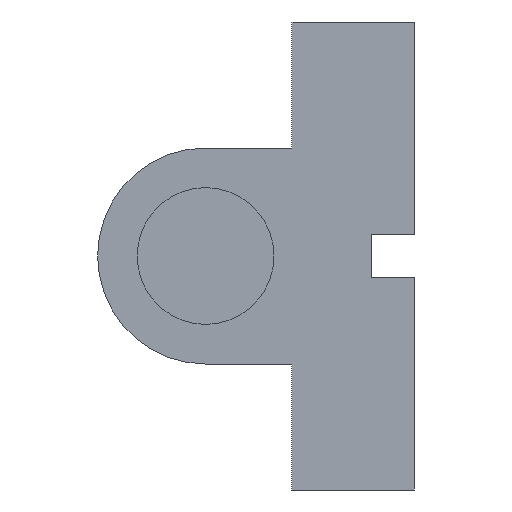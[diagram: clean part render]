
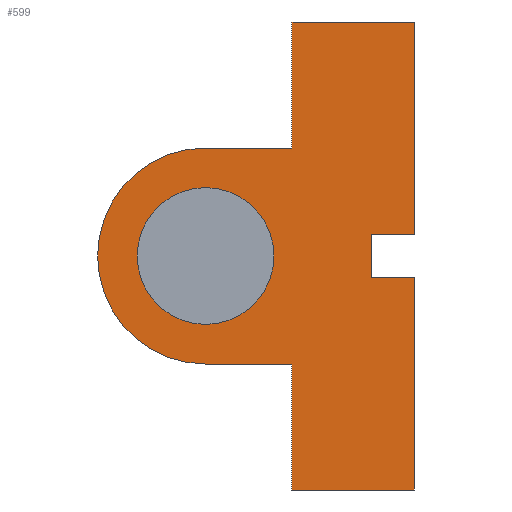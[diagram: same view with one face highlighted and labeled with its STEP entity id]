
A CAD part, left-side view. The second image highlights one B-rep face of the part: STEP entity #599.
In plain terms, the highlighted planar face has unit normal (-1, 0, 0).
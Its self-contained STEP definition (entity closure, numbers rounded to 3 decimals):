
#21=FACE_BOUND('',#99,.T.);
#36=PLANE('',#648);
#65=FACE_OUTER_BOUND('',#98,.T.);
#98=EDGE_LOOP('',(#489,#490,#491,#492,#493,#494,#495,#496,#497,#498,#499,
#500));
#99=EDGE_LOOP('',(#501));
#122=CIRCLE('',#649,15.);
#123=CIRCLE('',#650,9.5);
#129=LINE('',#890,#202);
#134=LINE('',#900,#207);
#139=LINE('',#910,#212);
#155=LINE('',#944,#228);
#157=LINE('',#949,#230);
#164=LINE('',#1028,#237);
#167=LINE('',#1032,#240);
#168=LINE('',#1035,#241);
#169=LINE('',#1037,#242);
#170=LINE('',#1039,#243);
#171=LINE('',#1041,#244);
#202=VECTOR('',#676,10.);
#207=VECTOR('',#683,10.);
#212=VECTOR('',#692,10.);
#228=VECTOR('',#720,10.);
#230=VECTOR('',#726,10.);
#237=VECTOR('',#745,10.);
#240=VECTOR('',#750,10.);
#241=VECTOR('',#753,10.);
#242=VECTOR('',#754,10.);
#243=VECTOR('',#755,10.);
#244=VECTOR('',#756,10.);
#279=VERTEX_POINT('',#887);
#280=VERTEX_POINT('',#889);
#281=VERTEX_POINT('',#893);
#284=VERTEX_POINT('',#898);
#287=VERTEX_POINT('',#908);
#299=VERTEX_POINT('',#943);
#307=VERTEX_POINT('',#1025);
#308=VERTEX_POINT('',#1027);
#309=VERTEX_POINT('',#1034);
#310=VERTEX_POINT('',#1036);
#311=VERTEX_POINT('',#1038);
#312=VERTEX_POINT('',#1040);
#313=VERTEX_POINT('',#1043);
#335=EDGE_CURVE('',#279,#280,#129,.T.);
#340=EDGE_CURVE('',#281,#284,#134,.T.);
#345=EDGE_CURVE('',#287,#284,#139,.T.);
#362=EDGE_CURVE('',#299,#281,#155,.T.);
#365=EDGE_CURVE('',#287,#280,#157,.T.);
#376=EDGE_CURVE('',#308,#307,#164,.T.);
#379=EDGE_CURVE('',#279,#308,#167,.T.);
#380=EDGE_CURVE('',#309,#307,#168,.T.);
#381=EDGE_CURVE('',#309,#310,#169,.T.);
#382=EDGE_CURVE('',#311,#310,#170,.T.);
#383=EDGE_CURVE('',#312,#311,#171,.T.);
#384=EDGE_CURVE('',#299,#312,#122,.T.);
#385=EDGE_CURVE('',#313,#313,#123,.T.);
#489=ORIENTED_EDGE('',*,*,#379,.T.);
#490=ORIENTED_EDGE('',*,*,#376,.T.);
#491=ORIENTED_EDGE('',*,*,#380,.F.);
#492=ORIENTED_EDGE('',*,*,#381,.T.);
#493=ORIENTED_EDGE('',*,*,#382,.F.);
#494=ORIENTED_EDGE('',*,*,#383,.F.);
#495=ORIENTED_EDGE('',*,*,#384,.F.);
#496=ORIENTED_EDGE('',*,*,#362,.T.);
#497=ORIENTED_EDGE('',*,*,#340,.T.);
#498=ORIENTED_EDGE('',*,*,#345,.F.);
#499=ORIENTED_EDGE('',*,*,#365,.T.);
#500=ORIENTED_EDGE('',*,*,#335,.F.);
#501=ORIENTED_EDGE('',*,*,#385,.T.);
#599=ADVANCED_FACE('',(#65,#21),#36,.F.);
#648=AXIS2_PLACEMENT_3D('',#1033,#751,#752);
#649=AXIS2_PLACEMENT_3D('',#1042,#757,#758);
#650=AXIS2_PLACEMENT_3D('',#1044,#759,#760);
#676=DIRECTION('',(0.,-1.,0.));
#683=DIRECTION('',(0.,0.,-1.));
#692=DIRECTION('',(0.,1.,0.));
#720=DIRECTION('',(0.,-1.,0.));
#726=DIRECTION('',(0.,0.,1.));
#745=DIRECTION('',(0.,-1.,0.));
#750=DIRECTION('',(0.,0.,1.));
#751=DIRECTION('center_axis',(1.,0.,0.));
#752=DIRECTION('ref_axis',(0.,0.,-1.));
#753=DIRECTION('',(0.,0.,-1.));
#754=DIRECTION('',(0.,1.,0.));
#755=DIRECTION('',(0.,0.,1.));
#756=DIRECTION('',(0.,-1.,0.));
#757=DIRECTION('center_axis',(1.,0.,0.));
#758=DIRECTION('ref_axis',(0.,1.,0.));
#759=DIRECTION('center_axis',(1.,0.,0.));
#760=DIRECTION('ref_axis',(0.,1.,0.));
#887=CARTESIAN_POINT('',(0.,6.,-3.));
#889=CARTESIAN_POINT('',(0.,0.,-3.));
#890=CARTESIAN_POINT('',(0.,14.,-3.));
#893=CARTESIAN_POINT('',(0.,17.,-15.));
#898=CARTESIAN_POINT('',(0.,17.,-32.5));
#900=CARTESIAN_POINT('',(0.,17.,-32.5));
#908=CARTESIAN_POINT('',(0.,0.,-32.5));
#910=CARTESIAN_POINT('',(0.,0.,-32.5));
#943=CARTESIAN_POINT('',(0.,29.,-15.));
#944=CARTESIAN_POINT('',(0.,29.,-15.));
#949=CARTESIAN_POINT('',(0.,0.,-32.5));
#1025=CARTESIAN_POINT('',(0.,0.,3.));
#1027=CARTESIAN_POINT('',(0.,6.,3.));
#1028=CARTESIAN_POINT('',(0.,14.,3.));
#1032=CARTESIAN_POINT('',(0.,6.,3.75));
#1033=CARTESIAN_POINT('Origin',(0.,22.,7.5));
#1034=CARTESIAN_POINT('',(0.,0.,32.5));
#1035=CARTESIAN_POINT('',(0.,0.,32.5));
#1036=CARTESIAN_POINT('',(0.,17.,32.5));
#1037=CARTESIAN_POINT('',(0.,0.,32.5));
#1038=CARTESIAN_POINT('',(0.,17.,15.));
#1039=CARTESIAN_POINT('',(0.,17.,32.5));
#1040=CARTESIAN_POINT('',(0.,29.,15.));
#1041=CARTESIAN_POINT('',(0.,29.,15.));
#1042=CARTESIAN_POINT('Origin',(0.,29.,0.));
#1043=CARTESIAN_POINT('',(0.,19.5,0.));
#1044=CARTESIAN_POINT('Origin',(0.,29.,0.));
